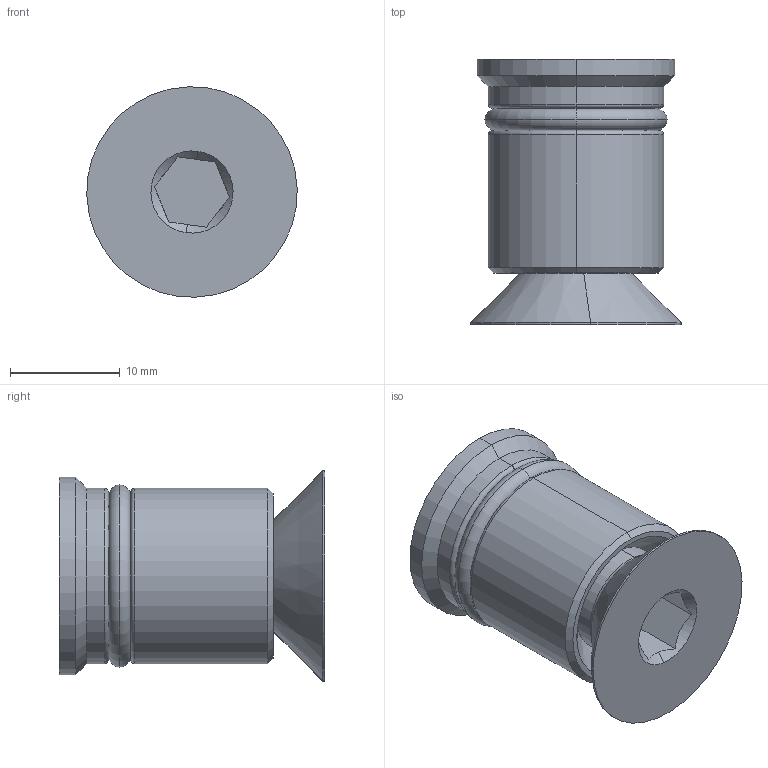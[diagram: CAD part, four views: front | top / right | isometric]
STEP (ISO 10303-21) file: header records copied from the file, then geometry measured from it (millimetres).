
FILE_DESCRIPTION (( 'STEP AP203' ), '1' );
FILE_NAME ('160560.step', '2014-08-11T16:04:44', ( 'User' ), ( '' ), 'SwSTEP 2.0', 'SolidWorks 2014', '' );
FILE_SCHEMA (( 'CONFIG_CONTROL_DESIGN' ));
Length unit declared in the file: millimetre
Products named in the file (4): M10x16 DIN 7991_Foto_Detailliert; O-Ring^160560; 160560; 160560 Verbindungsbolzen kurz^160560_Detailliert
Assembly tree (3 placements, depth 2):
  160560
    160560 Verbindungsbolzen kurz^160560_Detailliert
    M10x16 DIN 7991_Foto_Detailliert
    O-Ring^160560
Bounding box: 19.19 x 24.21 x 19.19 mm (x, y, z)
Volume: 4075.3 mm3; surface area: 3355.4 mm2
Topology: 3 solids, 3 shells, 62 faces, 134 edges, 80 vertices
Faces by surface type: plane 20, cylinder 14, cone 14, torus 14
Entity records: 2206 total; most frequent: CARTESIAN_POINT 418, DIRECTION 320, ORIENTED_EDGE 268, AXIS2_PLACEMENT_3D 134, EDGE_CURVE 134, VERTEX_POINT 80, EDGE_LOOP 68, CIRCLE 66
